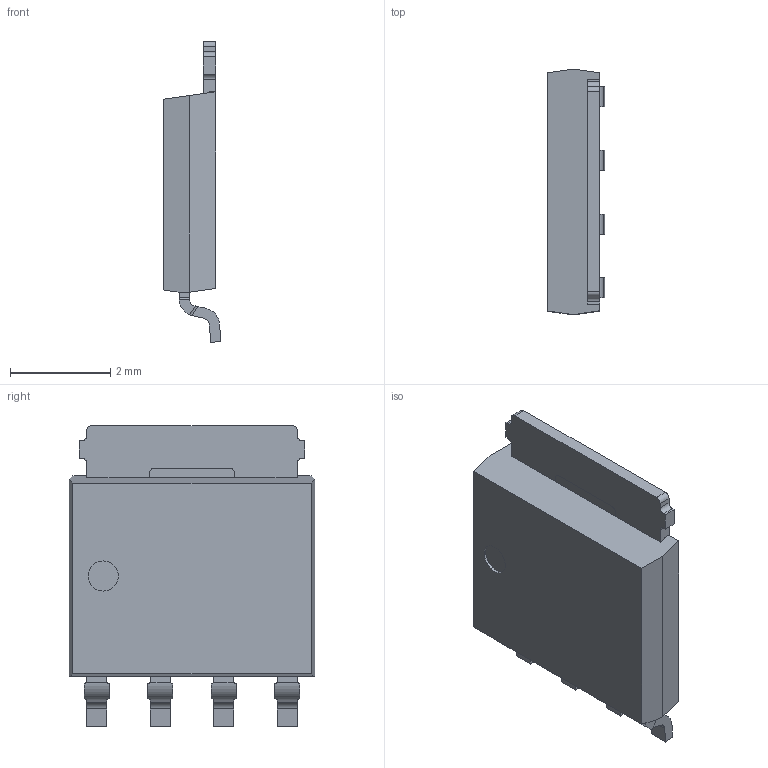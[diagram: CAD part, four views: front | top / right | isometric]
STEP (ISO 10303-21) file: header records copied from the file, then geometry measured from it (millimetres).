
FILE_DESCRIPTION(/* description */ ('Unknown'),/* implementation_level */ '2;1');
FILE_NAME(/* name */ 'LF-PowerDI5060-4L',/* time_stamp */ '2024-08-28T13:46:50+08:00',/* author */ ('Unknown'),/* organization */ ('Unknown'),/* preprocessor_version */ 'ST-DEVELOPER v18.102',/* originating_system */ 'Solid Edge',/* authorisation */ 'Unknown');
FILE_SCHEMA (('AUTOMOTIVE_DESIGN {1 0 10303 214 3 1 1}'));
Length unit declared in the file: millimetre
Products named in the file (7): LFPAK5060-4L; Heatsink; Solder; Die; Solder for clip; Clip; CPD
Assembly tree (6 placements, depth 2):
  LFPAK5060-4L
    Heatsink
    Solder
    Die
    Solder for clip
    Clip
    CPD
Bounding box: 1.15 x 4.9 x 6 mm (x, y, z)
Volume: 24 mm3; surface area: 198.6 mm2
Topology: 8 solids, 8 shells, 262 faces, 713 edges, 473 vertices
Faces by surface type: plane 178, cylinder 84
Full cylindrical faces by diameter (mm): 0.25 x1, 0.6 x1
Entity records: 9842 total; most frequent: CARTESIAN_POINT 1541, ORIENTED_EDGE 1420, DIRECTION 1387, EDGE_CURVE 710, LINE 511, VECTOR 511, VERTEX_POINT 472, AXIS2_PLACEMENT_3D 438
